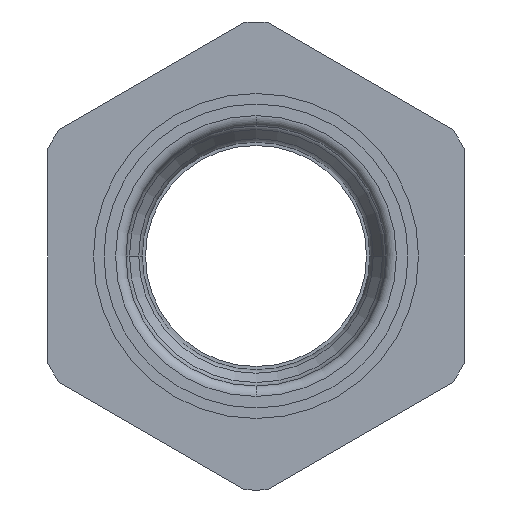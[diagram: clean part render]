
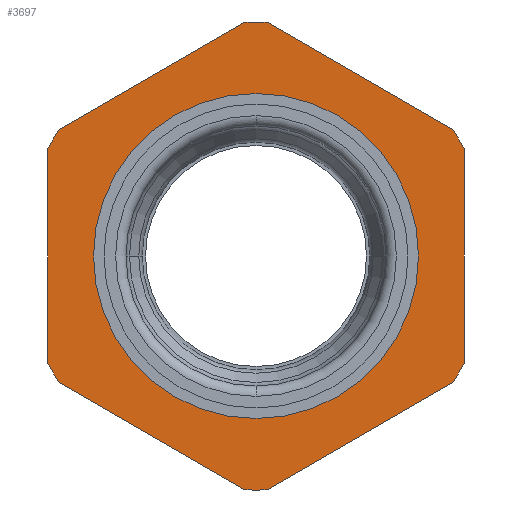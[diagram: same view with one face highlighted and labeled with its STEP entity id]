
A CAD part, front view. The second image highlights one B-rep face of the part: STEP entity #3697.
In plain terms, the highlighted planar face has unit normal (0, -1, 0).
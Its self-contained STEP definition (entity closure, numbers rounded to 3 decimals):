
#131 = CARTESIAN_POINT ( 'NONE',  ( -9.238, -3.25, 16. ) ) ;
#148 = EDGE_CURVE ( 'NONE', #580, #2666, #4354, .T. ) ;
#156 = VECTOR ( 'NONE', #7594, 1000. ) ;
#318 = EDGE_CURVE ( 'NONE', #488, #5443, #1693, .T. ) ;
#469 = DIRECTION ( 'NONE',  ( -0.5, 0., 0.866 ) ) ;
#477 = CARTESIAN_POINT ( 'NONE',  ( 9.733, -3.25, 15.141 ) ) ;
#488 = VERTEX_POINT ( 'NONE', #477 ) ;
#535 = CARTESIAN_POINT ( 'NONE',  ( -9.238, -3.25, -16. ) ) ;
#549 = CARTESIAN_POINT ( 'NONE',  ( -9.733, -3.25, 15.141 ) ) ;
#560 = DIRECTION ( 'NONE',  ( 0., 0., 1. ) ) ;
#580 = VERTEX_POINT ( 'NONE', #6652 ) ;
#922 = EDGE_CURVE ( 'NONE', #10057, #5767, #9620, .T. ) ;
#1090 = DIRECTION ( 'NONE',  ( 0., -1., 0. ) ) ;
#1194 = CARTESIAN_POINT ( 'NONE',  ( 8.246, -3.25, 16. ) ) ;
#1209 = CARTESIAN_POINT ( 'NONE',  ( 0., -3.25, 12.5 ) ) ;
#1319 = AXIS2_PLACEMENT_3D ( 'NONE', #8476, #9468, #7858 ) ;
#1320 = DIRECTION ( 'NONE',  ( 0., 0., 1. ) ) ;
#1499 = CIRCLE ( 'NONE', #8636, 18. ) ;
#1534 = CARTESIAN_POINT ( 'NONE',  ( -9.733, -3.25, -15.141 ) ) ;
#1657 = AXIS2_PLACEMENT_3D ( 'NONE', #8978, #8953, #8917 ) ;
#1678 = EDGE_CURVE ( 'NONE', #6772, #9397, #2198, .T. ) ;
#1693 = LINE ( 'NONE', #7677, #156 ) ;
#1785 = CARTESIAN_POINT ( 'NONE',  ( 0., -3.25, -12.5 ) ) ;
#1846 = DIRECTION ( 'NONE',  ( -0.5, 0., -0.866 ) ) ;
#1857 = CARTESIAN_POINT ( 'NONE',  ( 18.475, -3.25, 0. ) ) ;
#1987 = AXIS2_PLACEMENT_3D ( 'NONE', #9019, #1090, #2092 ) ;
#2092 = DIRECTION ( 'NONE',  ( 0., 0., 1. ) ) ;
#2198 = LINE ( 'NONE', #131, #5171 ) ;
#2222 = EDGE_CURVE ( 'NONE', #5043, #7894, #9401, .T. ) ;
#2330 = AXIS2_PLACEMENT_3D ( 'NONE', #5946, #7815, #560 ) ;
#2337 = CARTESIAN_POINT ( 'NONE',  ( -8.246, -3.25, -16. ) ) ;
#2433 = VERTEX_POINT ( 'NONE', #1785 ) ;
#2541 = DIRECTION ( 'NONE',  ( 0., 0., 1. ) ) ;
#2573 = DIRECTION ( 'NONE',  ( 0., -1., 0. ) ) ;
#2591 = CARTESIAN_POINT ( 'NONE',  ( 0., -3.25, 0. ) ) ;
#2666 = VERTEX_POINT ( 'NONE', #2337 ) ;
#2808 = DIRECTION ( 'NONE',  ( 0., 0., 1. ) ) ;
#2855 = DIRECTION ( 'NONE',  ( 0.5, 0., 0.866 ) ) ;
#2911 = ORIENTED_EDGE ( 'NONE', *, *, #318, .F. ) ;
#2925 = DIRECTION ( 'NONE',  ( 0., -1., 0. ) ) ;
#3417 = CARTESIAN_POINT ( 'NONE',  ( 0., -3.25, 0. ) ) ;
#3490 = ORIENTED_EDGE ( 'NONE', *, *, #922, .F. ) ;
#3507 = VERTEX_POINT ( 'NONE', #3726 ) ;
#3533 = VERTEX_POINT ( 'NONE', #1209 ) ;
#3538 = CARTESIAN_POINT ( 'NONE',  ( 0., -3.25, 0. ) ) ;
#3543 = EDGE_CURVE ( 'NONE', #5043, #5767, #5400, .T. ) ;
#3697 = ADVANCED_FACE ( 'NONE', ( #9867, #10144 ), #5876, .F. ) ;
#3698 = VECTOR ( 'NONE', #469, 1000. ) ;
#3726 = CARTESIAN_POINT ( 'NONE',  ( 9.733, -3.25, -15.141 ) ) ;
#3786 = DIRECTION ( 'NONE',  ( 1., 0., 0. ) ) ;
#3792 = AXIS2_PLACEMENT_3D ( 'NONE', #9337, #6348, #5393 ) ;
#3936 = CARTESIAN_POINT ( 'NONE',  ( 9.238, -3.25, -16. ) ) ;
#4335 = EDGE_CURVE ( 'NONE', #10057, #2666, #6054, .T. ) ;
#4354 = LINE ( 'NONE', #3936, #8192 ) ;
#4377 = EDGE_CURVE ( 'NONE', #8581, #3507, #5214, .T. ) ;
#4423 = CARTESIAN_POINT ( 'NONE',  ( -17.98, -3.25, 0.859 ) ) ;
#4492 = CARTESIAN_POINT ( 'NONE',  ( 17.98, -3.25, 0.859 ) ) ;
#4733 = DIRECTION ( 'NONE',  ( 0., 0., 1. ) ) ;
#4753 = ORIENTED_EDGE ( 'NONE', *, *, #148, .F. ) ;
#4873 = CARTESIAN_POINT ( 'NONE',  ( -18.475, -3.25, 0. ) ) ;
#4875 = EDGE_CURVE ( 'NONE', #488, #9397, #1499, .T. ) ;
#5043 = VERTEX_POINT ( 'NONE', #4423 ) ;
#5148 = VECTOR ( 'NONE', #1846, 1000. ) ;
#5171 = VECTOR ( 'NONE', #3786, 1000. ) ;
#5214 = LINE ( 'NONE', #1857, #5148 ) ;
#5229 = ORIENTED_EDGE ( 'NONE', *, *, #4377, .F. ) ;
#5345 = ORIENTED_EDGE ( 'NONE', *, *, #6357, .F. ) ;
#5393 = DIRECTION ( 'NONE',  ( 0., 0., 1. ) ) ;
#5400 = CIRCLE ( 'NONE', #2330, 18. ) ;
#5402 = ORIENTED_EDGE ( 'NONE', *, *, #2222, .F. ) ;
#5443 = VERTEX_POINT ( 'NONE', #4492 ) ;
#5689 = DIRECTION ( 'NONE',  ( -1., 0., 0. ) ) ;
#5714 = CIRCLE ( 'NONE', #8742, 18. ) ;
#5767 = VERTEX_POINT ( 'NONE', #8848 ) ;
#5876 = PLANE ( 'NONE',  #1319 ) ;
#5884 = ORIENTED_EDGE ( 'NONE', *, *, #4335, .T. ) ;
#5946 = CARTESIAN_POINT ( 'NONE',  ( 0., -3.25, 0. ) ) ;
#6054 = CIRCLE ( 'NONE', #8051, 18. ) ;
#6069 = CARTESIAN_POINT ( 'NONE',  ( 17.98, -3.25, -0.859 ) ) ;
#6192 = ORIENTED_EDGE ( 'NONE', *, *, #9804, .T. ) ;
#6348 = DIRECTION ( 'NONE',  ( 0., -1., 0. ) ) ;
#6357 = EDGE_CURVE ( 'NONE', #3533, #2433, #10008, .T. ) ;
#6521 = VECTOR ( 'NONE', #2855, 1000. ) ;
#6551 = EDGE_CURVE ( 'NONE', #580, #3507, #9442, .T. ) ;
#6652 = CARTESIAN_POINT ( 'NONE',  ( 8.246, -3.25, -16. ) ) ;
#6756 = EDGE_CURVE ( 'NONE', #2433, #3533, #8575, .T. ) ;
#6772 = VERTEX_POINT ( 'NONE', #8883 ) ;
#6866 = EDGE_LOOP ( 'NONE', ( #5345, #7566 ) ) ;
#7254 = AXIS2_PLACEMENT_3D ( 'NONE', #3417, #2925, #2808 ) ;
#7566 = ORIENTED_EDGE ( 'NONE', *, *, #6756, .F. ) ;
#7594 = DIRECTION ( 'NONE',  ( 0.5, 0., -0.866 ) ) ;
#7643 = EDGE_CURVE ( 'NONE', #6772, #7894, #5714, .T. ) ;
#7677 = CARTESIAN_POINT ( 'NONE',  ( 9.238, -3.25, 16. ) ) ;
#7815 = DIRECTION ( 'NONE',  ( 0., -1., 0. ) ) ;
#7858 = DIRECTION ( 'NONE',  ( 0., 0., 1. ) ) ;
#7894 = VERTEX_POINT ( 'NONE', #549 ) ;
#8051 = AXIS2_PLACEMENT_3D ( 'NONE', #2591, #2573, #2541 ) ;
#8192 = VECTOR ( 'NONE', #5689, 1000. ) ;
#8204 = ORIENTED_EDGE ( 'NONE', *, *, #1678, .F. ) ;
#8356 = CIRCLE ( 'NONE', #3792, 18. ) ;
#8393 = ORIENTED_EDGE ( 'NONE', *, *, #3543, .T. ) ;
#8476 = CARTESIAN_POINT ( 'NONE',  ( 0., -3.25, 0. ) ) ;
#8575 = CIRCLE ( 'NONE', #1657, 12.5 ) ;
#8581 = VERTEX_POINT ( 'NONE', #6069 ) ;
#8614 = DIRECTION ( 'NONE',  ( 0., -1., 0. ) ) ;
#8635 = ORIENTED_EDGE ( 'NONE', *, *, #4875, .T. ) ;
#8636 = AXIS2_PLACEMENT_3D ( 'NONE', #9915, #8614, #4733 ) ;
#8742 = AXIS2_PLACEMENT_3D ( 'NONE', #3538, #8763, #1320 ) ;
#8763 = DIRECTION ( 'NONE',  ( 0., -1., 0. ) ) ;
#8848 = CARTESIAN_POINT ( 'NONE',  ( -17.98, -3.25, -0.859 ) ) ;
#8883 = CARTESIAN_POINT ( 'NONE',  ( -8.246, -3.25, 16. ) ) ;
#8905 = ORIENTED_EDGE ( 'NONE', *, *, #6551, .T. ) ;
#8917 = DIRECTION ( 'NONE',  ( 0., 0., 1. ) ) ;
#8953 = DIRECTION ( 'NONE',  ( 0., -1., 0. ) ) ;
#8978 = CARTESIAN_POINT ( 'NONE',  ( 0., -3.25, 0. ) ) ;
#9019 = CARTESIAN_POINT ( 'NONE',  ( 0., -3.25, 0. ) ) ;
#9337 = CARTESIAN_POINT ( 'NONE',  ( 0., -3.25, 0. ) ) ;
#9397 = VERTEX_POINT ( 'NONE', #1194 ) ;
#9401 = LINE ( 'NONE', #4873, #6521 ) ;
#9442 = CIRCLE ( 'NONE', #7254, 18. ) ;
#9468 = DIRECTION ( 'NONE',  ( 0., 1., 0. ) ) ;
#9518 = EDGE_LOOP ( 'NONE', ( #9788, #5402, #8393, #3490, #5884, #4753, #8905, #5229, #6192, #2911, #8635, #8204 ) ) ;
#9620 = LINE ( 'NONE', #535, #3698 ) ;
#9788 = ORIENTED_EDGE ( 'NONE', *, *, #7643, .T. ) ;
#9804 = EDGE_CURVE ( 'NONE', #8581, #5443, #8356, .T. ) ;
#9867 = FACE_BOUND ( 'NONE', #6866, .T. ) ;
#9915 = CARTESIAN_POINT ( 'NONE',  ( 0., -3.25, 0. ) ) ;
#10008 = CIRCLE ( 'NONE', #1987, 12.5 ) ;
#10057 = VERTEX_POINT ( 'NONE', #1534 ) ;
#10144 = FACE_OUTER_BOUND ( 'NONE', #9518, .T. ) ;
